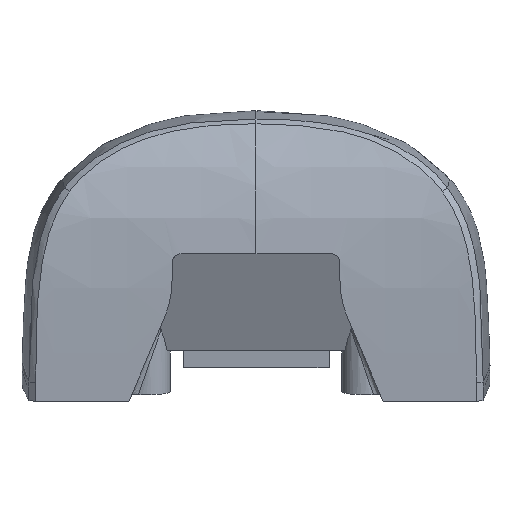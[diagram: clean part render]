
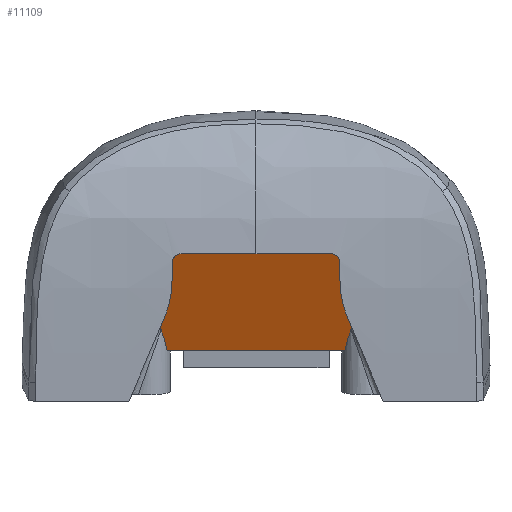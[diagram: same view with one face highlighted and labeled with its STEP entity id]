
A CAD part, front view. The second image highlights one B-rep face of the part: STEP entity #11109.
In plain terms, the highlighted planar face has unit normal (0, -0.904, -0.427).
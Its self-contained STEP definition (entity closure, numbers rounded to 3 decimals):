
#342=CARTESIAN_POINT('',(4.877,-0.875,
-0.123));
#343=CARTESIAN_POINT('',(4.904,-0.942,
0.02));
#344=CARTESIAN_POINT('',(4.965,-1.072,0.295));
#345=CARTESIAN_POINT('',(5.072,-1.25,0.673));
#346=CARTESIAN_POINT('',(5.157,-1.36,0.905));
#347=CARTESIAN_POINT('',(5.204,-1.412,1.015));
#434=DIRECTION('',(1.,0.,0.));
#435=VECTOR('',#434,9.211);
#436=CARTESIAN_POINT('',(-4.605,-3.434,5.299));
#437=LINE('',#436,#435);
#438=DIRECTION('',(0.,0.427,-0.904));
#439=VECTOR('',#438,1.643);
#440=CARTESIAN_POINT('',(4.605,-3.434,5.299));
#441=LINE('',#440,#439);
#442=CARTESIAN_POINT('',(5.181,-1.576,1.363));
#443=CARTESIAN_POINT('',(5.191,-1.564,1.337));
#444=CARTESIAN_POINT('',(5.208,-1.541,1.289));
#445=CARTESIAN_POINT('',(5.223,-1.509,1.221));
#446=CARTESIAN_POINT('',(5.229,-1.48,1.16));
#447=CARTESIAN_POINT('',(5.227,-1.454,1.105));
#448=CARTESIAN_POINT('',(5.219,-1.431,1.056));
#449=CARTESIAN_POINT('',(5.21,-1.418,1.028));
#450=CARTESIAN_POINT('',(5.204,-1.412,1.015));
#452=DIRECTION('',(-1.,0.,0.));
#453=VECTOR('',#452,9.753);
#454=CARTESIAN_POINT('',(4.877,-0.875,
-0.123));
#455=LINE('',#454,#453);
#456=CARTESIAN_POINT('',(-4.877,-0.875,
-0.123));
#457=CARTESIAN_POINT('',(-4.904,-0.943,
0.021));
#458=CARTESIAN_POINT('',(-4.965,-1.073,
0.296));
#459=CARTESIAN_POINT('',(-5.073,-1.251,
0.674));
#460=CARTESIAN_POINT('',(-5.158,-1.36,
0.905));
#461=CARTESIAN_POINT('',(-5.204,-1.412,1.015));
#463=CARTESIAN_POINT('',(-5.204,-1.412,1.015));
#464=CARTESIAN_POINT('',(-5.21,-1.418,1.028));
#465=CARTESIAN_POINT('',(-5.219,-1.431,1.056));
#466=CARTESIAN_POINT('',(-5.227,-1.454,1.105));
#467=CARTESIAN_POINT('',(-5.229,-1.48,1.16));
#468=CARTESIAN_POINT('',(-5.223,-1.509,1.221));
#469=CARTESIAN_POINT('',(-5.208,-1.541,1.289));
#470=CARTESIAN_POINT('',(-5.191,-1.564,1.337));
#471=CARTESIAN_POINT('',(-5.181,-1.576,1.363));
#473=DIRECTION('',(0.354,-0.399,0.846));
#474=VECTOR('',#473,0.463);
#475=CARTESIAN_POINT('',(-5.181,-1.576,1.363));
#476=LINE('',#475,#474);
#477=CARTESIAN_POINT('',(-5.017,-1.761,1.754));
#478=CARTESIAN_POINT('',(-4.74,-2.074,2.417));
#479=CARTESIAN_POINT('',(-4.605,-2.398,3.104));
#480=CARTESIAN_POINT('',(-4.605,-2.732,3.813));
#760=DIRECTION('',(-0.354,-0.399,0.846));
#761=VECTOR('',#760,0.463);
#762=CARTESIAN_POINT('',(5.181,-1.576,1.363));
#763=LINE('',#762,#761);
#768=CARTESIAN_POINT('',(5.017,-1.761,1.754));
#769=CARTESIAN_POINT('',(4.74,-2.074,2.417));
#770=CARTESIAN_POINT('',(4.605,-2.398,3.104));
#771=CARTESIAN_POINT('',(4.605,-2.732,3.813));
#794=DIRECTION('',(0.,0.427,-0.904));
#795=VECTOR('',#794,1.643);
#796=CARTESIAN_POINT('',(-4.605,-3.434,5.299));
#797=LINE('',#796,#795);
#8279=VERTEX_POINT('',#456);
#8280=VERTEX_POINT('',#461);
#8281=VERTEX_POINT('',#471);
#8282=CARTESIAN_POINT('',(-5.017,-1.761,
1.754));
#8283=VERTEX_POINT('',#8282);
#8284=VERTEX_POINT('',#480);
#8309=VERTEX_POINT('',#768);
#8310=VERTEX_POINT('',#771);
#8311=CARTESIAN_POINT('',(5.181,-1.576,1.363));
#8312=VERTEX_POINT('',#8311);
#8313=VERTEX_POINT('',#450);
#8314=VERTEX_POINT('',#342);
#10196=CARTESIAN_POINT('',(-4.605,-3.434,
5.299));
#10197=CARTESIAN_POINT('',(4.605,-3.434,
5.299));
#10198=VERTEX_POINT('',#10196);
#10199=VERTEX_POINT('',#10197);
#11081=CARTESIAN_POINT('',(2.3,-3.011,
4.404));
#11082=DIRECTION('',(0.,-0.904,-0.427));
#11083=DIRECTION('',(0.,-0.427,0.904));
#11084=AXIS2_PLACEMENT_3D('',#11081,#11082,#11083);
#11085=PLANE('',#11084);
#11087=ORIENTED_EDGE('',*,*,#11086,.T.);
#11089=ORIENTED_EDGE('',*,*,#11088,.T.);
#11091=ORIENTED_EDGE('',*,*,#11090,.F.);
#11093=ORIENTED_EDGE('',*,*,#11092,.F.);
#11095=ORIENTED_EDGE('',*,*,#11094,.T.);
#11096=ORIENTED_EDGE('',*,*,#11010,.F.);
#11097=ORIENTED_EDGE('',*,*,#10381,.T.);
#11098=ORIENTED_EDGE('',*,*,#10566,.T.);
#11100=ORIENTED_EDGE('',*,*,#11099,.T.);
#11102=ORIENTED_EDGE('',*,*,#11101,.T.);
#11104=ORIENTED_EDGE('',*,*,#11103,.T.);
#11106=ORIENTED_EDGE('',*,*,#11105,.F.);
#11107=EDGE_LOOP('',(#11087,#11089,#11091,#11093,#11095,#11096,#11097,#11098,
#11100,#11102,#11104,#11106));
#11108=FACE_OUTER_BOUND('',#11107,.F.);
#11109=ADVANCED_FACE('',(#11108),#11085,.T.);
#348=B_SPLINE_CURVE_WITH_KNOTS('',3,(#342,#343,#344,#345,#346,#347),
.UNSPECIFIED.,.F.,.F.,(4,1,1,4),(0.,0.333,0.667,1.),
.UNSPECIFIED.);
#451=B_SPLINE_CURVE_WITH_KNOTS('',3,(#442,#443,#444,#445,#446,#447,#448,#449,
#450),.UNSPECIFIED.,.F.,.F.,(4,1,1,1,1,1,4),(0.,0.167,
0.333,0.5,0.667,0.833,1.),
.UNSPECIFIED.);
#462=B_SPLINE_CURVE_WITH_KNOTS('',3,(#456,#457,#458,#459,#460,#461),
.UNSPECIFIED.,.F.,.F.,(4,1,1,4),(0.,0.333,0.667,1.),
.UNSPECIFIED.);
#472=B_SPLINE_CURVE_WITH_KNOTS('',3,(#463,#464,#465,#466,#467,#468,#469,#470,
#471),.UNSPECIFIED.,.F.,.F.,(4,1,1,1,1,1,4),(0.,0.167,
0.333,0.5,0.667,0.833,1.),
.UNSPECIFIED.);
#481=B_SPLINE_CURVE_WITH_KNOTS('',3,(#477,#478,#479,#480),.UNSPECIFIED.,.F.,.F.,
(4,4),(0.,1.),.UNSPECIFIED.);
#772=B_SPLINE_CURVE_WITH_KNOTS('',3,(#768,#769,#770,#771),.UNSPECIFIED.,.F.,.F.,
(4,4),(0.,1.),.UNSPECIFIED.);
#10381=EDGE_CURVE('',#8314,#8279,#455,.T.);
#10566=EDGE_CURVE('',#8279,#8280,#462,.T.);
#11010=EDGE_CURVE('',#8314,#8313,#348,.T.);
#11086=EDGE_CURVE('',#10198,#10199,#437,.T.);
#11088=EDGE_CURVE('',#10199,#8310,#441,.T.);
#11090=EDGE_CURVE('',#8309,#8310,#772,.T.);
#11092=EDGE_CURVE('',#8312,#8309,#763,.T.);
#11094=EDGE_CURVE('',#8312,#8313,#451,.T.);
#11099=EDGE_CURVE('',#8280,#8281,#472,.T.);
#11101=EDGE_CURVE('',#8281,#8283,#476,.T.);
#11103=EDGE_CURVE('',#8283,#8284,#481,.T.);
#11105=EDGE_CURVE('',#10198,#8284,#797,.T.);
